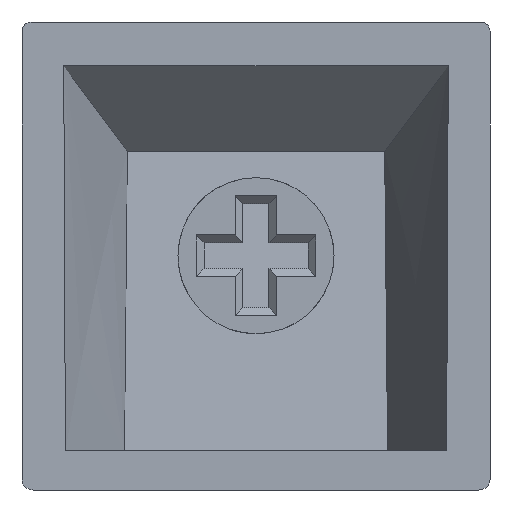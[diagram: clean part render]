
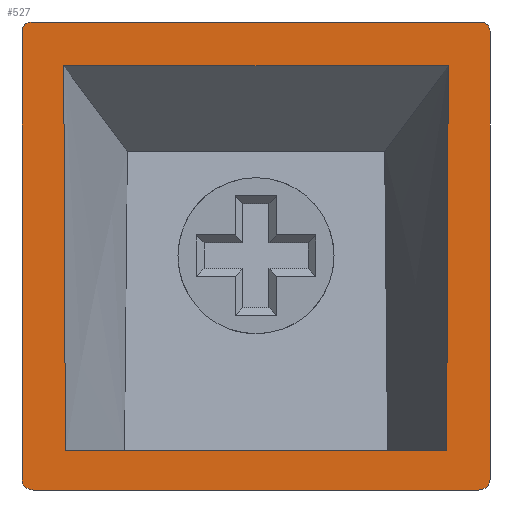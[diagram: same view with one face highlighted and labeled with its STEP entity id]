
A CAD part, front view. The second image highlights one B-rep face of the part: STEP entity #527.
In plain terms, the highlighted planar face has unit normal (0, -1, 0).
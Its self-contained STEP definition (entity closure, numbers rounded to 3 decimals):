
#527=ADVANCED_FACE('',(#528,#618),#662,.T.);
#528=FACE_BOUND('',#529,.T.);
#529=EDGE_LOOP('',(#530,#540,#554,#562,#576,#584,#598,#606));
#530=ORIENTED_EDGE('',*,*,#531,.T.);
#531=EDGE_CURVE('',#532,#534,#536,.F.);
#532=VERTEX_POINT('',#533);
#533=CARTESIAN_POINT('',(0.451,0.0,-18.0));
#534=VERTEX_POINT('',#535);
#535=CARTESIAN_POINT('',(17.549,0.0,-18.0));
#536=LINE('',#537,#538);
#537=CARTESIAN_POINT('',(0.0,0.0,-18.0));
#538=VECTOR('',#539,1.0);
#539=DIRECTION('',(-1.0,0.0,0.0));
#540=ORIENTED_EDGE('',*,*,#541,.T.);
#541=EDGE_CURVE('',#534,#542,#544,.T.);
#542=VERTEX_POINT('',#543);
#543=CARTESIAN_POINT('',(18.0,0.0,-17.6));
#544=B_SPLINE_CURVE_WITH_KNOTS('',2,(#545,#546,#547,#548,#549,#550,#551,#552,#553),.UNSPECIFIED.,.F.,.U.,(3,2,2,2,3),(0.0,0.25,0.5,0.75,1.0),.PIECEWISE_BEZIER_KNOTS.);
#545=CARTESIAN_POINT('',(17.549,0.0,-18.0));
#546=CARTESIAN_POINT('',(17.634,0.0,-18.0));
#547=CARTESIAN_POINT('',(17.714,0.0,-17.973));
#548=CARTESIAN_POINT('',(17.793,0.0,-17.946));
#549=CARTESIAN_POINT('',(17.858,0.0,-17.892));
#550=CARTESIAN_POINT('',(17.924,0.0,-17.838));
#551=CARTESIAN_POINT('',(17.962,0.0,-17.762));
#552=CARTESIAN_POINT('',(18.,0.0,-17.686));
#553=CARTESIAN_POINT('',(18.,0.0,-17.6));
#554=ORIENTED_EDGE('',*,*,#555,.T.);
#555=EDGE_CURVE('',#542,#556,#558,.F.);
#556=VERTEX_POINT('',#557);
#557=CARTESIAN_POINT('',(18.0,0.0,-0.379));
#558=LINE('',#559,#560);
#559=CARTESIAN_POINT('',(18.0,0.0,0.0));
#560=VECTOR('',#561,1.0);
#561=DIRECTION('',(0.0,0.0,-1.0));
#562=ORIENTED_EDGE('',*,*,#563,.T.);
#563=EDGE_CURVE('',#556,#564,#566,.T.);
#564=VERTEX_POINT('',#565);
#565=CARTESIAN_POINT('',(17.641,0.0,0.0));
#566=B_SPLINE_CURVE_WITH_KNOTS('',2,(#567,#568,#569,#570,#571,#572,#573,#574,#575),.UNSPECIFIED.,.F.,.U.,(3,2,2,2,3),(0.0,0.25,0.5,0.75,1.0),.PIECEWISE_BEZIER_KNOTS.);
#567=CARTESIAN_POINT('',(18.,0.0,-0.379));
#568=CARTESIAN_POINT('',(18.,0.0,-0.304));
#569=CARTESIAN_POINT('',(17.976,0.0,-0.235));
#570=CARTESIAN_POINT('',(17.952,0.0,-0.166));
#571=CARTESIAN_POINT('',(17.902,0.0,-0.111));
#572=CARTESIAN_POINT('',(17.854,0.0,-0.058));
#573=CARTESIAN_POINT('',(17.784,0.0,-0.028));
#574=CARTESIAN_POINT('',(17.718,0.0,0.));
#575=CARTESIAN_POINT('',(17.641,0.0,0.));
#576=ORIENTED_EDGE('',*,*,#577,.T.);
#577=EDGE_CURVE('',#564,#578,#580,.F.);
#578=VERTEX_POINT('',#579);
#579=CARTESIAN_POINT('',(0.359,0.0,0.0));
#580=LINE('',#581,#582);
#581=CARTESIAN_POINT('',(0.0,0.0,0.0));
#582=VECTOR('',#583,1.0);
#583=DIRECTION('',(1.0,0.0,0.0));
#584=ORIENTED_EDGE('',*,*,#585,.T.);
#585=EDGE_CURVE('',#578,#586,#588,.T.);
#586=VERTEX_POINT('',#587);
#587=CARTESIAN_POINT('',(0.0,0.0,-0.379));
#588=B_SPLINE_CURVE_WITH_KNOTS('',2,(#589,#590,#591,#592,#593,#594,#595,#596,#597),.UNSPECIFIED.,.F.,.U.,(3,2,2,2,3),(0.0,0.25,0.5,0.75,1.0),.PIECEWISE_BEZIER_KNOTS.);
#589=CARTESIAN_POINT('',(0.359,0.0,0.));
#590=CARTESIAN_POINT('',(0.284,0.0,0.));
#591=CARTESIAN_POINT('',(0.217,0.0,-0.028));
#592=CARTESIAN_POINT('',(0.15,0.0,-0.056));
#593=CARTESIAN_POINT('',(0.098,0.0,-0.111));
#594=CARTESIAN_POINT('',(0.05,0.0,-0.163));
#595=CARTESIAN_POINT('',(0.024,0.0,-0.235));
#596=CARTESIAN_POINT('',(0.,0.0,-0.302));
#597=CARTESIAN_POINT('',(0.,0.0,-0.379));
#598=ORIENTED_EDGE('',*,*,#599,.T.);
#599=EDGE_CURVE('',#586,#600,#602,.F.);
#600=VERTEX_POINT('',#601);
#601=CARTESIAN_POINT('',(0.0,0.0,-17.6));
#602=LINE('',#603,#604);
#603=CARTESIAN_POINT('',(0.0,0.0,0.0));
#604=VECTOR('',#605,1.0);
#605=DIRECTION('',(0.0,0.0,1.0));
#606=ORIENTED_EDGE('',*,*,#607,.T.);
#607=EDGE_CURVE('',#600,#532,#608,.T.);
#608=B_SPLINE_CURVE_WITH_KNOTS('',2,(#609,#610,#611,#612,#613,#614,#615,#616,#617),.UNSPECIFIED.,.F.,.U.,(3,2,2,2,3),(0.0,0.25,0.5,0.75,1.0),.PIECEWISE_BEZIER_KNOTS.);
#609=CARTESIAN_POINT('',(0.,0.0,-17.6));
#610=CARTESIAN_POINT('',(0.,0.0,-17.683));
#611=CARTESIAN_POINT('',(0.038,0.0,-17.761));
#612=CARTESIAN_POINT('',(0.074,0.0,-17.834));
#613=CARTESIAN_POINT('',(0.141,0.0,-17.892));
#614=CARTESIAN_POINT('',(0.203,0.0,-17.944));
#615=CARTESIAN_POINT('',(0.286,0.0,-17.973));
#616=CARTESIAN_POINT('',(0.364,0.0,-18.0));
#617=CARTESIAN_POINT('',(0.451,0.0,-18.0));
#618=FACE_BOUND('',#619,.T.);
#619=EDGE_LOOP('',(#620,#630,#643,#651));
#620=ORIENTED_EDGE('',*,*,#621,.T.);
#621=EDGE_CURVE('',#622,#624,#626,.T.);
#622=VERTEX_POINT('',#623);
#623=CARTESIAN_POINT('',(16.332,0.,-16.5));
#624=VERTEX_POINT('',#625);
#625=CARTESIAN_POINT('',(1.668,0.0,-16.5));
#626=LINE('',#627,#628);
#627=CARTESIAN_POINT('',(0.0,0.0,-16.5));
#628=VECTOR('',#629,1.0);
#629=DIRECTION('',(-1.0,0.0,0.0));
#630=ORIENTED_EDGE('',*,*,#631,.T.);
#631=EDGE_CURVE('',#624,#632,#634,.T.);
#632=VERTEX_POINT('',#633);
#633=CARTESIAN_POINT('',(1.606,0.,-1.689));
#634=B_SPLINE_CURVE_WITH_KNOTS('',3,(#635,#636,#637,#638,#639,#640,#641,#642),.UNSPECIFIED.,.F.,.U.,(4,2,2,4),(0.0,4.823,9.817,14.811),.UNSPECIFIED.);
#635=CARTESIAN_POINT('',(1.668,0.0,-16.5));
#636=CARTESIAN_POINT('',(1.658,0.0,-14.892));
#637=CARTESIAN_POINT('',(1.65,0.0,-13.285));
#638=CARTESIAN_POINT('',(1.635,0.0,-10.012));
#639=CARTESIAN_POINT('',(1.628,0.,-8.348));
#640=CARTESIAN_POINT('',(1.616,0.,-5.019));
#641=CARTESIAN_POINT('',(1.611,0.,-3.354));
#642=CARTESIAN_POINT('',(1.606,0.,-1.689));
#643=ORIENTED_EDGE('',*,*,#644,.T.);
#644=EDGE_CURVE('',#632,#645,#647,.T.);
#645=VERTEX_POINT('',#646);
#646=CARTESIAN_POINT('',(16.394,0.,-1.689));
#647=LINE('',#648,#649);
#648=CARTESIAN_POINT('',(0.0,0.0,-1.689));
#649=VECTOR('',#650,1.0);
#650=DIRECTION('',(1.0,0.0,0.0));
#651=ORIENTED_EDGE('',*,*,#652,.T.);
#652=EDGE_CURVE('',#645,#622,#653,.T.);
#653=B_SPLINE_CURVE_WITH_KNOTS('',3,(#654,#655,#656,#657,#658,#659,#660,#661),.UNSPECIFIED.,.F.,.U.,(4,2,2,4),(0.0,4.82,9.816,14.811),.UNSPECIFIED.);
#654=CARTESIAN_POINT('',(16.394,0.,-1.689));
#655=CARTESIAN_POINT('',(16.389,0.,-3.296));
#656=CARTESIAN_POINT('',(16.384,0.,-4.903));
#657=CARTESIAN_POINT('',(16.372,0.,-8.175));
#658=CARTESIAN_POINT('',(16.366,0.0,-9.84));
#659=CARTESIAN_POINT('',(16.35,0.0,-13.17));
#660=CARTESIAN_POINT('',(16.342,0.,-14.835));
#661=CARTESIAN_POINT('',(16.332,0.,-16.5));
#662=PLANE('',#663);
#663=AXIS2_PLACEMENT_3D('',#664,#665,#666);
#664=CARTESIAN_POINT('',(0.0,0.0,0.0));
#665=DIRECTION('',(0.0,-1.0,0.0));
#666=DIRECTION('',(0.0,0.0,-1.0));
